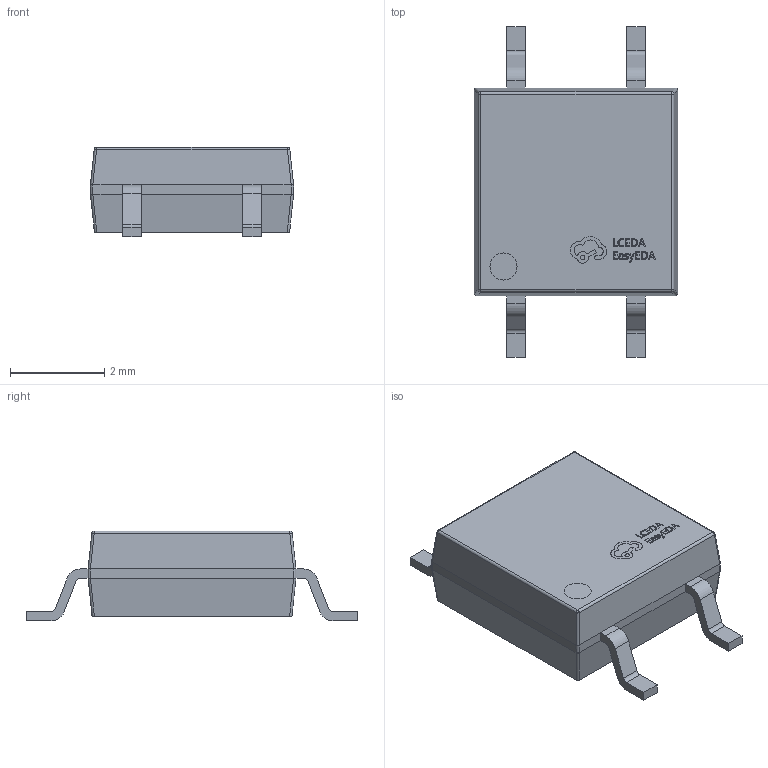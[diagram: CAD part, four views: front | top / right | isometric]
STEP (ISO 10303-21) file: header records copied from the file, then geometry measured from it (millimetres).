
FILE_DESCRIPTION (( 'STEP AP214' ), '1' );
FILE_NAME ('SOP-4_L4.4-W4.3-P2.54-LS7.0-BL.STEP', '2023-08-12T18:56:04', ( '微软用户' ), ( '微软中国' ), 'SwSTEP 2.0', 'SolidWorks 2020', '' );
FILE_SCHEMA (( 'AUTOMOTIVE_DESIGN' ));
Length unit declared in the file: millimetre
Products named in the file (1): SOP-4_L4.4-W4.3-P2.54-LS7.0-BL
Bounding box: 4.3 x 7 x 1.9 mm (x, y, z)
Volume: 33.5 mm3; surface area: 74.4 mm2
Topology: 1 solids, 1 shells, 317 faces, 857 edges, 562 vertices
Faces by surface type: plane 181, bspline 98, cylinder 34, sphere 4
Entity records: 13888 total; most frequent: CARTESIAN_POINT 3079, ORIENTED_EDGE 1714, DIRECTION 1133, EDGE_CURVE 857, VECTOR 597, LINE 597, VERTEX_POINT 562, EDGE_LOOP 337
